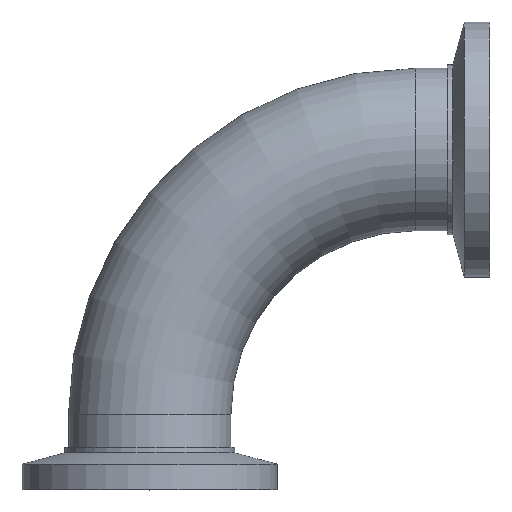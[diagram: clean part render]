
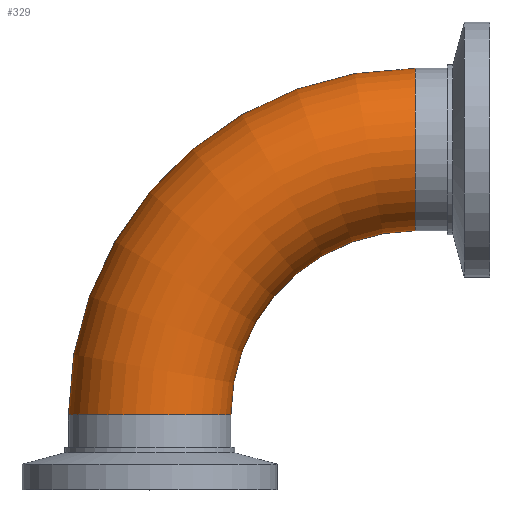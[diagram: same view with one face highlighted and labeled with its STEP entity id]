
A CAD part, top view. The second image highlights one B-rep face of the part: STEP entity #329.
In plain terms, the highlighted toroidal (fillet/blend) face has major radius 31.2 mm and minor radius 9.55 mm.
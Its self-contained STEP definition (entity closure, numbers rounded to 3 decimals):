
#24=TOROIDAL_SURFACE('',#432,31.2,9.55);
#60=FACE_OUTER_BOUND('',#82,.T.);
#82=EDGE_LOOP('',(#291,#292,#293,#294,#295,#296));
#136=CIRCLE('',#430,9.55);
#137=CIRCLE('',#431,9.55);
#138=CIRCLE('',#433,21.65);
#139=CIRCLE('',#434,9.55);
#140=CIRCLE('',#435,9.55);
#169=VERTEX_POINT('',#649);
#170=VERTEX_POINT('',#651);
#171=VERTEX_POINT('',#655);
#172=VERTEX_POINT('',#657);
#211=EDGE_CURVE('',#169,#170,#136,.T.);
#212=EDGE_CURVE('',#170,#169,#137,.T.);
#213=EDGE_CURVE('',#170,#171,#138,.T.);
#214=EDGE_CURVE('',#171,#172,#139,.T.);
#215=EDGE_CURVE('',#172,#171,#140,.T.);
#291=ORIENTED_EDGE('',*,*,#211,.F.);
#292=ORIENTED_EDGE('',*,*,#212,.F.);
#293=ORIENTED_EDGE('',*,*,#213,.T.);
#294=ORIENTED_EDGE('',*,*,#214,.T.);
#295=ORIENTED_EDGE('',*,*,#215,.T.);
#296=ORIENTED_EDGE('',*,*,#213,.F.);
#329=ADVANCED_FACE('',(#60),#24,.T.);
#430=AXIS2_PLACEMENT_3D('',#652,#542,#543);
#431=AXIS2_PLACEMENT_3D('',#653,#544,#545);
#432=AXIS2_PLACEMENT_3D('',#654,#546,#547);
#433=AXIS2_PLACEMENT_3D('',#656,#548,#549);
#434=AXIS2_PLACEMENT_3D('',#658,#550,#551);
#435=AXIS2_PLACEMENT_3D('',#659,#552,#553);
#542=DIRECTION('center_axis',(1.,0.,0.));
#543=DIRECTION('ref_axis',(0.,-1.,0.));
#544=DIRECTION('center_axis',(1.,0.,0.));
#545=DIRECTION('ref_axis',(0.,-1.,0.));
#546=DIRECTION('center_axis',(0.,0.,-1.));
#547=DIRECTION('ref_axis',(-1.,0.,0.));
#548=DIRECTION('center_axis',(0.,0.,1.));
#549=DIRECTION('ref_axis',(-1.,0.,0.));
#550=DIRECTION('center_axis',(0.,1.,0.));
#551=DIRECTION('ref_axis',(1.,0.,0.));
#552=DIRECTION('center_axis',(0.,1.,0.));
#553=DIRECTION('ref_axis',(1.,0.,0.));
#649=CARTESIAN_POINT('',(-8.8,49.55,0.));
#651=CARTESIAN_POINT('',(-8.8,30.45,0.));
#652=CARTESIAN_POINT('Origin',(-8.8,40.,0.));
#653=CARTESIAN_POINT('Origin',(-8.8,40.,0.));
#654=CARTESIAN_POINT('Origin',(-8.8,8.8,0.));
#655=CARTESIAN_POINT('',(-30.45,8.8,0.));
#656=CARTESIAN_POINT('Origin',(-8.8,8.8,0.));
#657=CARTESIAN_POINT('',(-49.55,8.8,0.));
#658=CARTESIAN_POINT('Origin',(-40.,8.8,0.));
#659=CARTESIAN_POINT('Origin',(-40.,8.8,0.));
